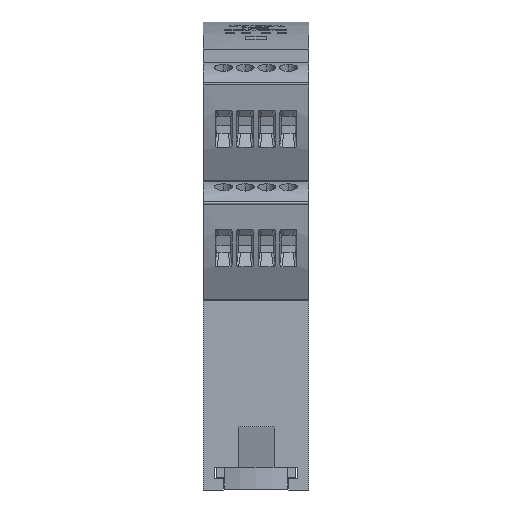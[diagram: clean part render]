
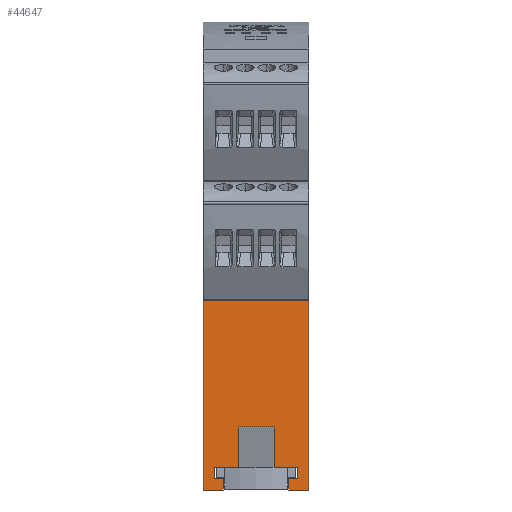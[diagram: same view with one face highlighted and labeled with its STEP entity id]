
A CAD part, front view. The second image highlights one B-rep face of the part: STEP entity #44647.
In plain terms, the highlighted planar face has unit normal (0, -1, 0).
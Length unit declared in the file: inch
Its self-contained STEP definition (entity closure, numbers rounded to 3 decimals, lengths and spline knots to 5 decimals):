
#653 = LINE ( 'NONE', #30449, #14143 ) ;
#1088 = VECTOR ( 'NONE', #62221, 39.37008 ) ;
#1156 = DIRECTION ( 'NONE',  ( 0., 0., -1. ) ) ;
#1977 = LINE ( 'NONE', #50982, #59569 ) ;
#2657 = ORIENTED_EDGE ( 'NONE', *, *, #62359, .T. ) ;
#2659 = VERTEX_POINT ( 'NONE', #18448 ) ;
#3779 = CARTESIAN_POINT ( 'NONE',  ( 0.4626, -1.77165, -3.75984 ) ) ;
#4253 = EDGE_CURVE ( 'NONE', #35636, #41868, #7741, .T. ) ;
#4837 = CARTESIAN_POINT ( 'NONE',  ( -0.4626, -1.77165, -3.85827 ) ) ;
#5366 = VERTEX_POINT ( 'NONE', #4837 ) ;
#5968 = EDGE_CURVE ( 'NONE', #41868, #6756, #41790, .T. ) ;
#6756 = VERTEX_POINT ( 'NONE', #39514 ) ;
#7384 = EDGE_CURVE ( 'NONE', #21662, #35636, #41959, .T. ) ;
#7416 = ORIENTED_EDGE ( 'NONE', *, *, #55118, .T. ) ;
#7741 = LINE ( 'NONE', #27291, #25932 ) ;
#8214 = ORIENTED_EDGE ( 'NONE', *, *, #24213, .T. ) ;
#8752 = CARTESIAN_POINT ( 'NONE',  ( -0.4626, -1.77165, -6.52559 ) ) ;
#11390 = CARTESIAN_POINT ( 'NONE',  ( 0.36417, -1.77165, -3.66142 ) ) ;
#12046 = CARTESIAN_POINT ( 'NONE',  ( 0.28543, -1.77165, -3.75984 ) ) ;
#13159 = CARTESIAN_POINT ( 'NONE',  ( 0.4626, -1.77165, -2.20472 ) ) ;
#13276 = DIRECTION ( 'NONE',  ( 0., -1., 0. ) ) ;
#13587 = CARTESIAN_POINT ( 'NONE',  ( 0.4626, -1.77165, -2.20472 ) ) ;
#14143 = VECTOR ( 'NONE', #24382, 39.37008 ) ;
#14189 = LINE ( 'NONE', #8752, #1088 ) ;
#14634 = EDGE_CURVE ( 'NONE', #60928, #21662, #23913, .T. ) ;
#15028 = EDGE_CURVE ( 'NONE', #2659, #20025, #653, .T. ) ;
#15744 = ORIENTED_EDGE ( 'NONE', *, *, #18567, .T. ) ;
#16364 = ORIENTED_EDGE ( 'NONE', *, *, #34484, .T. ) ;
#16808 = ORIENTED_EDGE ( 'NONE', *, *, #19076, .T. ) ;
#17133 = PLANE ( 'NONE',  #40951 ) ;
#18448 = CARTESIAN_POINT ( 'NONE',  ( -0.28543, -1.77165, -3.75984 ) ) ;
#18567 = EDGE_CURVE ( 'NONE', #20025, #22048, #35517, .T. ) ;
#19076 = EDGE_CURVE ( 'NONE', #27556, #39841, #46253, .T. ) ;
#19094 = CARTESIAN_POINT ( 'NONE',  ( 0.28543, -1.77165, 0. ) ) ;
#20025 = VERTEX_POINT ( 'NONE', #53948 ) ;
#20413 = VECTOR ( 'NONE', #40644, 39.37008 ) ;
#21662 = VERTEX_POINT ( 'NONE', #28509 ) ;
#21988 = VECTOR ( 'NONE', #33310, 39.37008 ) ;
#22048 = VERTEX_POINT ( 'NONE', #29681 ) ;
#22095 = CARTESIAN_POINT ( 'NONE',  ( 0.4626, -1.77165, -3.85827 ) ) ;
#22271 = VECTOR ( 'NONE', #33845, 39.37008 ) ;
#22519 = CARTESIAN_POINT ( 'NONE',  ( -0.4626, -1.77165, -3.66142 ) ) ;
#22587 = EDGE_CURVE ( 'NONE', #44456, #5366, #29077, .T. ) ;
#22783 = DIRECTION ( 'NONE',  ( 0., 0., -1. ) ) ;
#23913 = LINE ( 'NONE', #19094, #22271 ) ;
#23958 = LINE ( 'NONE', #3779, #49062 ) ;
#24213 = EDGE_CURVE ( 'NONE', #39841, #31489, #1977, .T. ) ;
#24382 = DIRECTION ( 'NONE',  ( -1., 0., 0. ) ) ;
#25647 = CARTESIAN_POINT ( 'NONE',  ( 0.15748, -1.77165, -3.30709 ) ) ;
#25932 = VECTOR ( 'NONE', #31475, 39.37008 ) ;
#26992 = VERTEX_POINT ( 'NONE', #51203 ) ;
#27251 = CARTESIAN_POINT ( 'NONE',  ( 0.36417, -1.77165, -3.75984 ) ) ;
#27291 = CARTESIAN_POINT ( 'NONE',  ( 0.4626, -1.77165, 0. ) ) ;
#27556 = VERTEX_POINT ( 'NONE', #61186 ) ;
#28100 = VECTOR ( 'NONE', #36987, 39.37008 ) ;
#28509 = CARTESIAN_POINT ( 'NONE',  ( 0.28543, -1.77165, -3.85827 ) ) ;
#29077 = LINE ( 'NONE', #57882, #41092 ) ;
#29094 = ORIENTED_EDGE ( 'NONE', *, *, #7384, .T. ) ;
#29681 = CARTESIAN_POINT ( 'NONE',  ( -0.36417, -1.77165, -3.66142 ) ) ;
#30449 = CARTESIAN_POINT ( 'NONE',  ( 0.4626, -1.77165, -3.75984 ) ) ;
#30558 = EDGE_CURVE ( 'NONE', #40426, #27556, #42844, .T. ) ;
#31183 = EDGE_LOOP ( 'NONE', ( #61687, #2657, #33150, #15744, #16364, #41924, #7416, #37873, #16808, #8214, #52380, #43939, #29094, #56994, #53492, #58729 ) ) ;
#31470 = VECTOR ( 'NONE', #38374, 39.37008 ) ;
#31475 = DIRECTION ( 'NONE',  ( 0., 0., 1. ) ) ;
#31489 = VERTEX_POINT ( 'NONE', #27251 ) ;
#32610 = VERTEX_POINT ( 'NONE', #34238 ) ;
#32856 = VECTOR ( 'NONE', #1156, 39.37008 ) ;
#32906 = CARTESIAN_POINT ( 'NONE',  ( -0.28543, -1.77165, -3.85827 ) ) ;
#33150 = ORIENTED_EDGE ( 'NONE', *, *, #15028, .T. ) ;
#33310 = DIRECTION ( 'NONE',  ( 1., 0., 0. ) ) ;
#33845 = DIRECTION ( 'NONE',  ( 0., 0., -1. ) ) ;
#34037 = CARTESIAN_POINT ( 'NONE',  ( -0.4626, -1.77165, -3.66142 ) ) ;
#34238 = CARTESIAN_POINT ( 'NONE',  ( -0.15748, -1.77165, -3.30709 ) ) ;
#34476 = CARTESIAN_POINT ( 'NONE',  ( -0.15748, -1.77165, 0. ) ) ;
#34484 = EDGE_CURVE ( 'NONE', #22048, #26992, #38217, .T. ) ;
#34983 = DIRECTION ( 'NONE',  ( 1., 0., 0. ) ) ;
#35517 = LINE ( 'NONE', #36167, #20413 ) ;
#35636 = VERTEX_POINT ( 'NONE', #35873 ) ;
#35873 = CARTESIAN_POINT ( 'NONE',  ( 0.4626, -1.77165, -3.85827 ) ) ;
#36167 = CARTESIAN_POINT ( 'NONE',  ( -0.36417, -1.77165, 0. ) ) ;
#36987 = DIRECTION ( 'NONE',  ( -1., 0., 0. ) ) ;
#37873 = ORIENTED_EDGE ( 'NONE', *, *, #30558, .T. ) ;
#38217 = LINE ( 'NONE', #34037, #54073 ) ;
#38374 = DIRECTION ( 'NONE',  ( 0., 0., 1. ) ) ;
#39514 = CARTESIAN_POINT ( 'NONE',  ( -0.4626, -1.77165, -2.20472 ) ) ;
#39676 = EDGE_CURVE ( 'NONE', #26992, #32610, #45018, .T. ) ;
#39775 = LINE ( 'NONE', #59288, #45037 ) ;
#39841 = VERTEX_POINT ( 'NONE', #11390 ) ;
#40426 = VERTEX_POINT ( 'NONE', #25647 ) ;
#40644 = DIRECTION ( 'NONE',  ( 0., 0., 1. ) ) ;
#40951 = AXIS2_PLACEMENT_3D ( 'NONE', #56192, #13276, #61313 ) ;
#41092 = VECTOR ( 'NONE', #58506, 39.37008 ) ;
#41790 = LINE ( 'NONE', #13587, #28100 ) ;
#41868 = VERTEX_POINT ( 'NONE', #13159 ) ;
#41924 = ORIENTED_EDGE ( 'NONE', *, *, #39676, .T. ) ;
#41959 = LINE ( 'NONE', #22095, #21988 ) ;
#42122 = FACE_OUTER_BOUND ( 'NONE', #31183, .T. ) ;
#42844 = LINE ( 'NONE', #57569, #32856 ) ;
#42863 = DIRECTION ( 'NONE',  ( -1., 0., 0. ) ) ;
#43939 = ORIENTED_EDGE ( 'NONE', *, *, #14634, .T. ) ;
#44456 = VERTEX_POINT ( 'NONE', #32906 ) ;
#44647 = ADVANCED_FACE ( 'NONE', ( #42122 ), #17133, .T. ) ;
#45018 = LINE ( 'NONE', #34476, #48763 ) ;
#45037 = VECTOR ( 'NONE', #34983, 39.37008 ) ;
#46253 = LINE ( 'NONE', #22519, #61348 ) ;
#48763 = VECTOR ( 'NONE', #53983, 39.37008 ) ;
#49062 = VECTOR ( 'NONE', #42863, 39.37008 ) ;
#50982 = CARTESIAN_POINT ( 'NONE',  ( 0.36417, -1.77165, 0. ) ) ;
#51203 = CARTESIAN_POINT ( 'NONE',  ( -0.15748, -1.77165, -3.66142 ) ) ;
#52380 = ORIENTED_EDGE ( 'NONE', *, *, #54568, .T. ) ;
#52780 = LINE ( 'NONE', #62687, #31470 ) ;
#53492 = ORIENTED_EDGE ( 'NONE', *, *, #5968, .T. ) ;
#53948 = CARTESIAN_POINT ( 'NONE',  ( -0.36417, -1.77165, -3.75984 ) ) ;
#53983 = DIRECTION ( 'NONE',  ( 0., 0., 1. ) ) ;
#54073 = VECTOR ( 'NONE', #62519, 39.37008 ) ;
#54568 = EDGE_CURVE ( 'NONE', #31489, #60928, #23958, .T. ) ;
#55118 = EDGE_CURVE ( 'NONE', #32610, #40426, #39775, .T. ) ;
#55842 = DIRECTION ( 'NONE',  ( 1., 0., 0. ) ) ;
#56192 = CARTESIAN_POINT ( 'NONE',  ( 0.4626, -1.77165, 0. ) ) ;
#56342 = EDGE_CURVE ( 'NONE', #6756, #5366, #14189, .T. ) ;
#56994 = ORIENTED_EDGE ( 'NONE', *, *, #4253, .T. ) ;
#57569 = CARTESIAN_POINT ( 'NONE',  ( 0.15748, -1.77165, 0. ) ) ;
#57882 = CARTESIAN_POINT ( 'NONE',  ( 0.4626, -1.77165, -3.85827 ) ) ;
#58506 = DIRECTION ( 'NONE',  ( -1., 0., 0. ) ) ;
#58729 = ORIENTED_EDGE ( 'NONE', *, *, #56342, .T. ) ;
#59288 = CARTESIAN_POINT ( 'NONE',  ( 0.4626, -1.77165, -3.30709 ) ) ;
#59569 = VECTOR ( 'NONE', #22783, 39.37008 ) ;
#60928 = VERTEX_POINT ( 'NONE', #12046 ) ;
#61186 = CARTESIAN_POINT ( 'NONE',  ( 0.15748, -1.77165, -3.66142 ) ) ;
#61313 = DIRECTION ( 'NONE',  ( 0., 0., -1. ) ) ;
#61348 = VECTOR ( 'NONE', #55842, 39.37008 ) ;
#61687 = ORIENTED_EDGE ( 'NONE', *, *, #22587, .F. ) ;
#62221 = DIRECTION ( 'NONE',  ( 0., 0., -1. ) ) ;
#62359 = EDGE_CURVE ( 'NONE', #44456, #2659, #52780, .T. ) ;
#62519 = DIRECTION ( 'NONE',  ( 1., 0., 0. ) ) ;
#62687 = CARTESIAN_POINT ( 'NONE',  ( -0.28543, -1.77165, 0. ) ) ;
